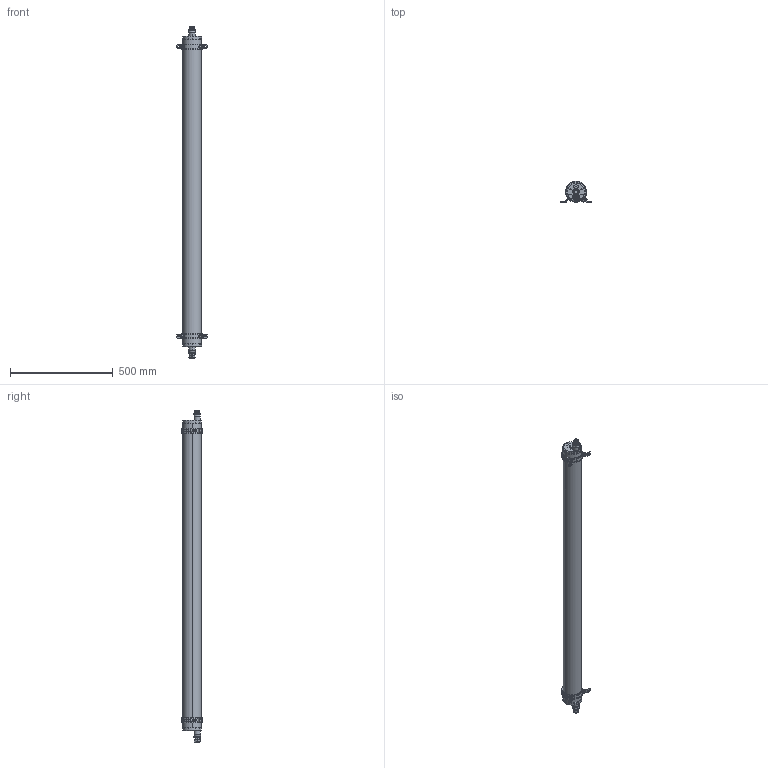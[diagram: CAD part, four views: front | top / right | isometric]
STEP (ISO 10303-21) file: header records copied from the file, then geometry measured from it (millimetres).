
FILE_DESCRIPTION (( 'STEP AP214' ), '1' );
FILE_NAME ('PRACHT_TUBIS_RESISTANT_1620mm_3D.STEP', '2024-12-12T10:20:51', ( '' ), ( '' ), 'SwSTEP 2.0', 'SolidWorks 2023', '' );
FILE_SCHEMA (( 'AUTOMOTIVE_DESIGN' ));
Length unit declared in the file: millimetre
Products named in the file (12): RR0100_000003_Rohr variabel_5ft resistant_PO_1540mm; 0703052_Unverlierbarkeitsscheibe 6,4mm_015 2060 087 03_0703052_Unverlierbarkeitsscheibe 6,4mm_015 2060 087 03_Skiffy; 0704945_Dichtung Befestigungsschelle 205mm_0704945 Silikonringstück Schelle 205 mm; 0704038_Montageschelle Blechteil B; RR0113_000001_Endkappe_2 Version1f_M25_verschweisst_geschlossen; PRACHT_TUBIS_RESISTANT_1620mm_3D; 0704038_Montageschelle Blechteil A; X_RST25i7 Buchse; 0704946_Dichtung Befestigungsschelle 70mm_0704946 Silkonringstück Schelle 70 mm; socket head cap screw_din_DIN 912 M6 x 16 --- 16C; X_RST25i7 Stecker; 0704038_Befestigungsschelle V2A
Assembly tree (13 placements, depth 3):
  PRACHT_TUBIS_RESISTANT_1620mm_3D
    RR0100_000003_Rohr variabel_5ft resistant_PO_1540mm
    RR0113_000001_Endkappe_2 Version1f_M25_verschweisst_geschlossen  x2
    X_RST25i7 Stecker
    X_RST25i7 Buchse
    0704038_Befestigungsschelle V2A  x2
      0704038_Montageschelle Blechteil B
      0704038_Montageschelle Blechteil A
      0704945_Dichtung Befestigungsschelle 205mm_0704945 Silikonringstück Schelle 205 mm
      0704946_Dichtung Befestigungsschelle 70mm_0704946 Silkonringstück Schelle 70 mm
      socket head cap screw_din_DIN 912 M6 x 16 --- 16C
      0703052_Unverlierbarkeitsscheibe 6,4mm_015 2060 087 03_0703052_Unverlierbarkeitsscheibe 6,4mm_015 2060 087 03_Skiffy
Bounding box: 146.48 x 102.24 x 1619.35 mm (x, y, z)
Volume: 1426961.3 mm3; surface area: 983584.5 mm2
Topology: 17 solids, 17 shells, 1930 faces, 4752 edges, 2884 vertices
Faces by surface type: cylinder 711, plane 552, torus 210, bspline 184, sphere 138, cone 135
Entity records: 47033 total; most frequent: CARTESIAN_POINT 16999, DIRECTION 6265, ORIENTED_EDGE 6242, EDGE_CURVE 3121, AXIS2_PLACEMENT_3D 2530, VERTEX_POINT 1932, EDGE_LOOP 1403, CIRCLE 1330
